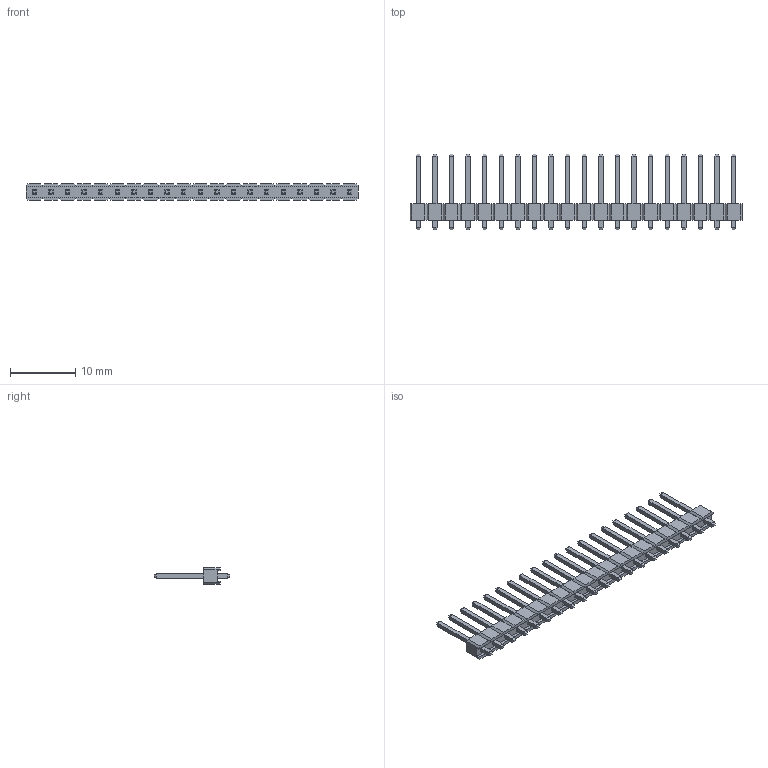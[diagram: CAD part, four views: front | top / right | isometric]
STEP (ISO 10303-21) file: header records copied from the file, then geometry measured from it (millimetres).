
FILE_DESCRIPTION (( 'STEP AP214' ), '1' );
FILE_NAME ('0.20_WA12182018195100.step', '2005-12-19T01:18:22', ( 'SysAdmin' ), ( 'SolidWorks' ), 'SwSTEP 2.0', 'SolidWorks 2005254', '' );
FILE_SCHEMA (( 'AUTOMOTIVE_DESIGN' ));
Length unit declared in the file: millimetre
Products named in the file (1): 0.20_WA12182018195100
Bounding box: 50.8 x 11.6 x 2.54 mm (x, y, z)
Volume: 357.6 mm3; surface area: 1061.8 mm2
Topology: 1 solids, 1 shells, 488 faces, 1178 edges, 732 vertices
Faces by surface type: plane 488
Entity records: 15133 total; most frequent: CARTESIAN_POINT 2399, ORIENTED_EDGE 2356, DIRECTION 2156, VECTOR 1178, LINE 1178, EDGE_CURVE 1178, VERTEX_POINT 732, EDGE_LOOP 528
